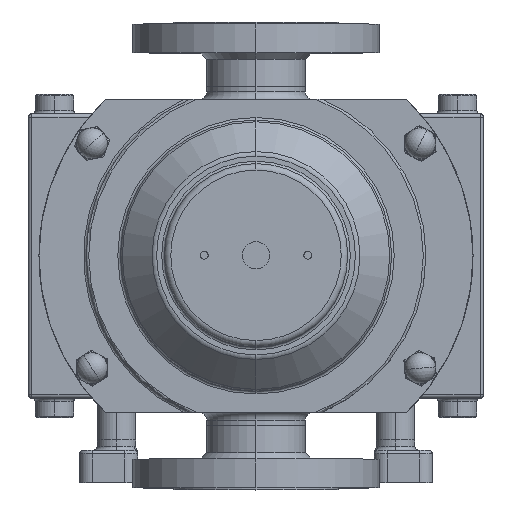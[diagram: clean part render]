
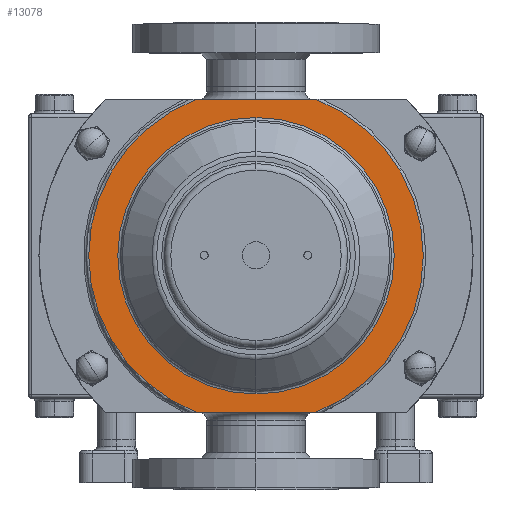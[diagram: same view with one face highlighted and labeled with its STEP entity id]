
A CAD part, top view. The second image highlights one B-rep face of the part: STEP entity #13078.
In plain terms, the highlighted planar face has unit normal (0, 0, 1).
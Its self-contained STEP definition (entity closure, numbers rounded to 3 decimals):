
#554 = VERTEX_POINT ( 'NONE', #14554 ) ;
#1264 = ORIENTED_EDGE ( 'NONE', *, *, #28721, .T. ) ;
#1280 = DIRECTION ( 'NONE',  ( 0., 0., 1. ) ) ;
#1728 = EDGE_LOOP ( 'NONE', ( #13876, #16527, #8378, #1264 ) ) ;
#1738 = DIRECTION ( 'NONE',  ( 0., -1., 0. ) ) ;
#1954 = DIRECTION ( 'NONE',  ( 0., 0., 1. ) ) ;
#4360 = CARTESIAN_POINT ( 'NONE',  ( 121., -51.49, 64. ) ) ;
#5452 = CARTESIAN_POINT ( 'NONE',  ( 121., 46.144, 64. ) ) ;
#5812 = VECTOR ( 'NONE', #1738, 1000. ) ;
#7089 = DIRECTION ( 'NONE',  ( 1., 0., 0. ) ) ;
#8356 = ORIENTED_EDGE ( 'NONE', *, *, #20382, .T. ) ;
#8378 = ORIENTED_EDGE ( 'NONE', *, *, #36859, .T. ) ;
#9922 = DIRECTION ( 'NONE',  ( 0., 0., 1. ) ) ;
#10352 = LINE ( 'NONE', #4360, #30854 ) ;
#10758 = CARTESIAN_POINT ( 'NONE',  ( 0., 0., 64. ) ) ;
#10968 = AXIS2_PLACEMENT_3D ( 'NONE', #27159, #18425, #24567 ) ;
#11491 = AXIS2_PLACEMENT_3D ( 'NONE', #25488, #11872, #20082 ) ;
#11872 = DIRECTION ( 'NONE',  ( 0., 0., -1. ) ) ;
#12020 = CIRCLE ( 'NONE', #31658, 129.5 ) ;
#12565 = DIRECTION ( 'NONE',  ( 1., 0., 0. ) ) ;
#12620 = EDGE_CURVE ( 'NONE', #27143, #17834, #15972, .T. ) ;
#12748 = CARTESIAN_POINT ( 'NONE',  ( 0., 0., 64. ) ) ;
#13078 = ADVANCED_FACE ( 'NONE', ( #21113, #24442 ), #35458, .T. ) ;
#13876 = ORIENTED_EDGE ( 'NONE', *, *, #12620, .T. ) ;
#14554 = CARTESIAN_POINT ( 'NONE',  ( -107., 0., 64. ) ) ;
#15972 = LINE ( 'NONE', #27317, #5812 ) ;
#16527 = ORIENTED_EDGE ( 'NONE', *, *, #19225, .T. ) ;
#17834 = VERTEX_POINT ( 'NONE', #23773 ) ;
#18057 = AXIS2_PLACEMENT_3D ( 'NONE', #12748, #9922, #12565 ) ;
#18425 = DIRECTION ( 'NONE',  ( 0., 0., -1. ) ) ;
#18798 = EDGE_CURVE ( 'NONE', #554, #30763, #23420, .T. ) ;
#19225 = EDGE_CURVE ( 'NONE', #17834, #32275, #35919, .T. ) ;
#20082 = DIRECTION ( 'NONE',  ( 1., 0., 0. ) ) ;
#20382 = EDGE_CURVE ( 'NONE', #30763, #554, #32380, .T. ) ;
#21113 = FACE_BOUND ( 'NONE', #36095, .T. ) ;
#21556 = CARTESIAN_POINT ( 'NONE',  ( 107., 0., 64. ) ) ;
#23420 = CIRCLE ( 'NONE', #11491, 107. ) ;
#23773 = CARTESIAN_POINT ( 'NONE',  ( -121., -46.144, 64. ) ) ;
#24251 = CARTESIAN_POINT ( 'NONE',  ( 0., 0., 64. ) ) ;
#24346 = DIRECTION ( 'NONE',  ( 0., 1., 0. ) ) ;
#24442 = FACE_OUTER_BOUND ( 'NONE', #1728, .T. ) ;
#24567 = DIRECTION ( 'NONE',  ( 1., 0., 0. ) ) ;
#25488 = CARTESIAN_POINT ( 'NONE',  ( 0., 0., 64. ) ) ;
#26581 = CARTESIAN_POINT ( 'NONE',  ( 121., -46.144, 64. ) ) ;
#26681 = AXIS2_PLACEMENT_3D ( 'NONE', #24251, #1280, #7089 ) ;
#27143 = VERTEX_POINT ( 'NONE', #30775 ) ;
#27159 = CARTESIAN_POINT ( 'NONE',  ( 0., 0., 64. ) ) ;
#27317 = CARTESIAN_POINT ( 'NONE',  ( -121., 51.49, 64. ) ) ;
#28721 = EDGE_CURVE ( 'NONE', #34857, #27143, #12020, .T. ) ;
#30566 = ORIENTED_EDGE ( 'NONE', *, *, #18798, .T. ) ;
#30763 = VERTEX_POINT ( 'NONE', #21556 ) ;
#30775 = CARTESIAN_POINT ( 'NONE',  ( -121., 46.144, 64. ) ) ;
#30854 = VECTOR ( 'NONE', #24346, 1000. ) ;
#31658 = AXIS2_PLACEMENT_3D ( 'NONE', #10758, #1954, #32759 ) ;
#32275 = VERTEX_POINT ( 'NONE', #26581 ) ;
#32380 = CIRCLE ( 'NONE', #10968, 107. ) ;
#32759 = DIRECTION ( 'NONE',  ( 1., 0., 0. ) ) ;
#34857 = VERTEX_POINT ( 'NONE', #5452 ) ;
#35458 = PLANE ( 'NONE',  #26681 ) ;
#35919 = CIRCLE ( 'NONE', #18057, 129.5 ) ;
#36095 = EDGE_LOOP ( 'NONE', ( #8356, #30566 ) ) ;
#36859 = EDGE_CURVE ( 'NONE', #32275, #34857, #10352, .T. ) ;
